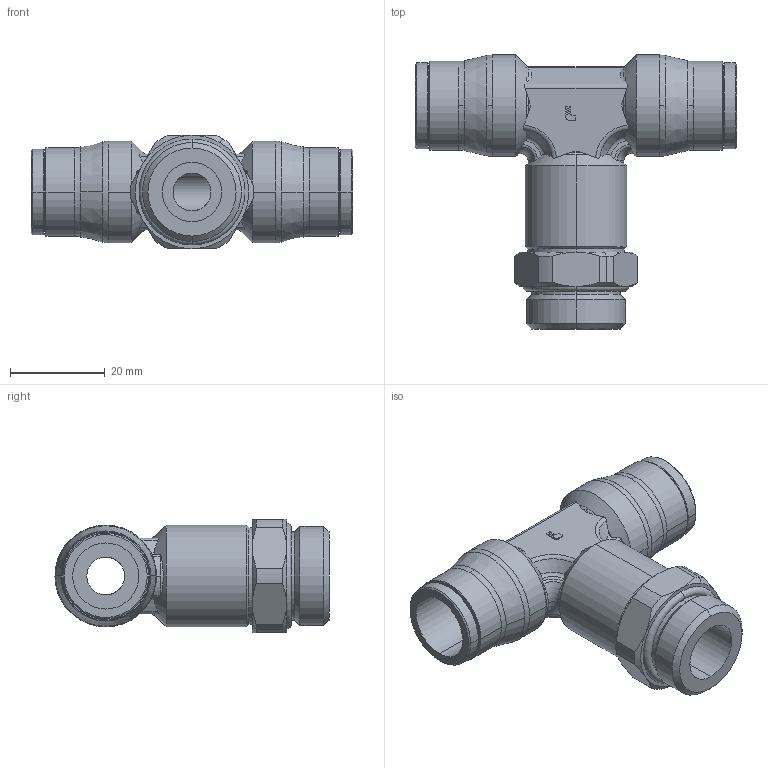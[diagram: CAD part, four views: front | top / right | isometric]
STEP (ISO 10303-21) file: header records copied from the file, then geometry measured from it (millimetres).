
FILE_DESCRIPTION(('STEP AP214'),'1');
FILE_NAME('3698_14_21.stp','2016-07-07T14:19:09',('TraceParts'),('TraceParts S.A.'),'Spatial InterOp 3D',' ',' ');
FILE_SCHEMA(('automotive_design'));
Length unit declared in the file: millimetre
Products named in the file (1): 1
Bounding box: 68 x 58 x 24 mm (x, y, z)
Volume: 22484.1 mm3; surface area: 11688.4 mm2
Topology: 1 solids, 1 shells, 216 faces, 558 edges, 355 vertices
Faces by surface type: cylinder 64, cone 56, torus 50, plane 46
Entity records: 7512 total; most frequent: CARTESIAN_POINT 2350, ORIENTED_EDGE 1116, DIRECTION 1103, EDGE_CURVE 558, AXIS2_PLACEMENT_3D 480, VERTEX_POINT 355, CIRCLE 261, EDGE_LOOP 231
